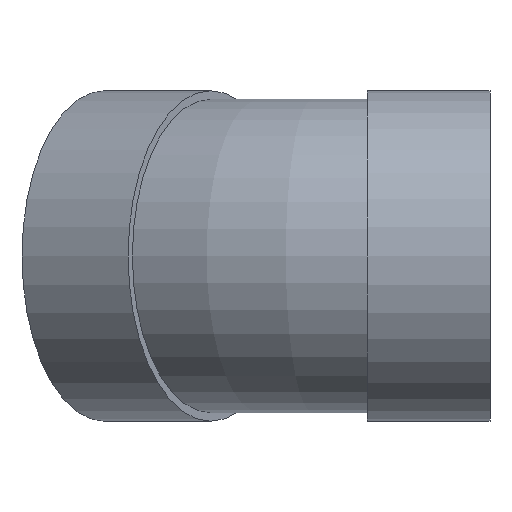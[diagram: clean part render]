
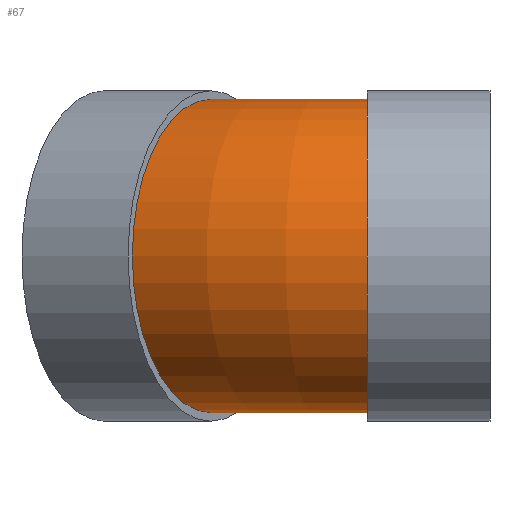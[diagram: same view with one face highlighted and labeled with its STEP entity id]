
A CAD part, left-side view. The second image highlights one B-rep face of the part: STEP entity #67.
In plain terms, the highlighted toroidal (fillet/blend) face has major radius 110 mm and minor radius 55 mm.
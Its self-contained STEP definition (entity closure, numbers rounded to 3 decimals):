
#67 = ADVANCED_FACE( '', ( #130, #131 ), #132, .T. );
#130 = FACE_OUTER_BOUND( '', #192, .T. );
#131 = FACE_OUTER_BOUND( '', #193, .T. );
#132 = TOROIDAL_SURFACE( '', #194, 110., 55. );
#192 = EDGE_LOOP( '', ( #250 ) );
#193 = EDGE_LOOP( '', ( #251 ) );
#194 = AXIS2_PLACEMENT_3D( '', #252, #253, #254 );
#250 = ORIENTED_EDGE( '', *, *, #305, .T. );
#251 = ORIENTED_EDGE( '', *, *, #303, .F. );
#252 = CARTESIAN_POINT( '', ( 110., 43., 0. ) );
#253 = DIRECTION( '', ( 0., 0., -1. ) );
#254 = DIRECTION( '', ( -1., 0., 0. ) );
#303 = EDGE_CURVE( '', #330, #330, #331, .T. );
#305 = EDGE_CURVE( '', #333, #333, #334, .T. );
#330 = VERTEX_POINT( '', #366 );
#331 = CIRCLE( '', #367, 55. );
#333 = VERTEX_POINT( '', #369 );
#334 = CIRCLE( '', #370, 55. );
#366 = CARTESIAN_POINT( '', ( 62.369, 70.5, 0. ) );
#367 = AXIS2_PLACEMENT_3D( '', #403, #404, #405 );
#369 = CARTESIAN_POINT( '', ( 55., 43., 0. ) );
#370 = AXIS2_PLACEMENT_3D( '', #406, #407, #408 );
#403 = CARTESIAN_POINT( '', ( 14.737, 98., 0. ) );
#404 = DIRECTION( '', ( 0.5, 0.866, 0. ) );
#405 = DIRECTION( '', ( 0.866, -0.5, 0. ) );
#406 = CARTESIAN_POINT( '', ( 0., 43., 0. ) );
#407 = DIRECTION( '', ( 0., 1., 0. ) );
#408 = DIRECTION( '', ( 1., 0., 0. ) );
